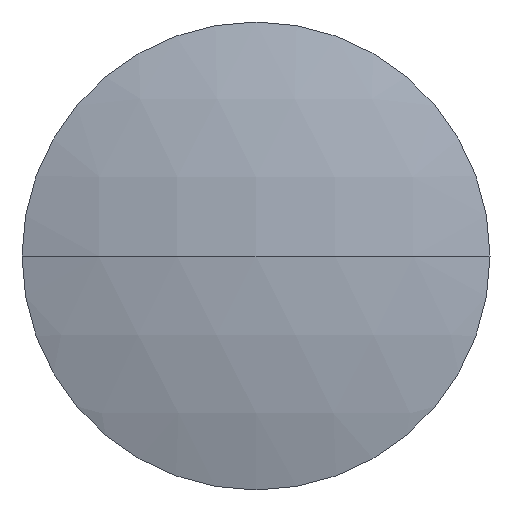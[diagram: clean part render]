
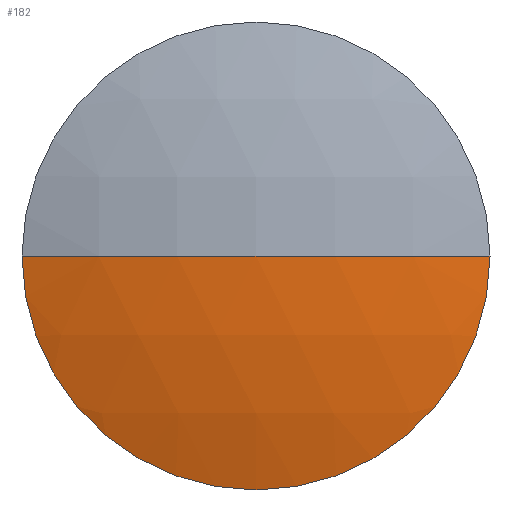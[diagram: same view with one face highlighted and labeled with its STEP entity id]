
A CAD part, left-side view. The second image highlights one B-rep face of the part: STEP entity #182.
In plain terms, the highlighted spherical face has radius 42.325 mm.
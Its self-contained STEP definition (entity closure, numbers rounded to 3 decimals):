
#5 = DIRECTION ( 'NONE',  ( 0., 0., -1. ) ) ;
#12 = AXIS2_PLACEMENT_3D ( 'NONE', #31, #218, #34 ) ;
#14 = CARTESIAN_POINT ( 'NONE',  ( 85.459, 35.916, 0. ) ) ;
#17 = DIRECTION ( 'NONE',  ( 0., 0., 1. ) ) ;
#31 = CARTESIAN_POINT ( 'NONE',  ( 125.833, 48.616, 0. ) ) ;
#32 = SPHERICAL_SURFACE ( 'NONE', #158, 42.325 ) ;
#34 = DIRECTION ( 'NONE',  ( 1., 0., 0. ) ) ;
#41 = CARTESIAN_POINT ( 'NONE',  ( 85.459, 48.616, 0. ) ) ;
#55 = CIRCLE ( 'NONE', #140, 12.7 ) ;
#61 = EDGE_LOOP ( 'NONE', ( #210, #290, #232, #212 ) ) ;
#68 = DIRECTION ( 'NONE',  ( 0., 1., 0. ) ) ;
#74 = VERTEX_POINT ( 'NONE', #14 ) ;
#75 = CARTESIAN_POINT ( 'NONE',  ( 125.833, 48.616, 0. ) ) ;
#91 = CIRCLE ( 'NONE', #12, 42.325 ) ;
#109 = EDGE_CURVE ( 'NONE', #224, #193, #55, .T. ) ;
#116 = CARTESIAN_POINT ( 'NONE',  ( 85.459, 48.616, -12.7 ) ) ;
#117 = CARTESIAN_POINT ( 'NONE',  ( 85.459, 48.616, 0. ) ) ;
#134 = CARTESIAN_POINT ( 'NONE',  ( 85.459, 61.316, 0. ) ) ;
#140 = AXIS2_PLACEMENT_3D ( 'NONE', #117, #252, #168 ) ;
#146 = DIRECTION ( 'NONE',  ( -1., 0., 0. ) ) ;
#158 = AXIS2_PLACEMENT_3D ( 'NONE', #75, #5, #307 ) ;
#164 = EDGE_CURVE ( 'NONE', #74, #321, #190, .T. ) ;
#166 = EDGE_CURVE ( 'NONE', #193, #74, #288, .T. ) ;
#168 = DIRECTION ( 'NONE',  ( 0., 0., 1. ) ) ;
#174 = CARTESIAN_POINT ( 'NONE',  ( 125.833, 48.616, 0. ) ) ;
#182 = ADVANCED_FACE ( 'NONE', ( #215 ), #32, .T. ) ;
#190 = CIRCLE ( 'NONE', #253, 42.325 ) ;
#193 = VERTEX_POINT ( 'NONE', #116 ) ;
#200 = CARTESIAN_POINT ( 'NONE',  ( 83.508, 48.616, 0. ) ) ;
#205 = DIRECTION ( 'NONE',  ( 0., 0., -1. ) ) ;
#209 = EDGE_CURVE ( 'NONE', #224, #321, #91, .T. ) ;
#210 = ORIENTED_EDGE ( 'NONE', *, *, #109, .T. ) ;
#212 = ORIENTED_EDGE ( 'NONE', *, *, #209, .F. ) ;
#215 = FACE_OUTER_BOUND ( 'NONE', #61, .T. ) ;
#218 = DIRECTION ( 'NONE',  ( 0., 0., 1. ) ) ;
#224 = VERTEX_POINT ( 'NONE', #134 ) ;
#232 = ORIENTED_EDGE ( 'NONE', *, *, #164, .T. ) ;
#252 = DIRECTION ( 'NONE',  ( -1., 0., 0. ) ) ;
#253 = AXIS2_PLACEMENT_3D ( 'NONE', #174, #205, #68 ) ;
#288 = CIRCLE ( 'NONE', #292, 12.7 ) ;
#290 = ORIENTED_EDGE ( 'NONE', *, *, #166, .T. ) ;
#292 = AXIS2_PLACEMENT_3D ( 'NONE', #41, #146, #17 ) ;
#307 = DIRECTION ( 'NONE',  ( 0., 1., 0. ) ) ;
#321 = VERTEX_POINT ( 'NONE', #200 ) ;
